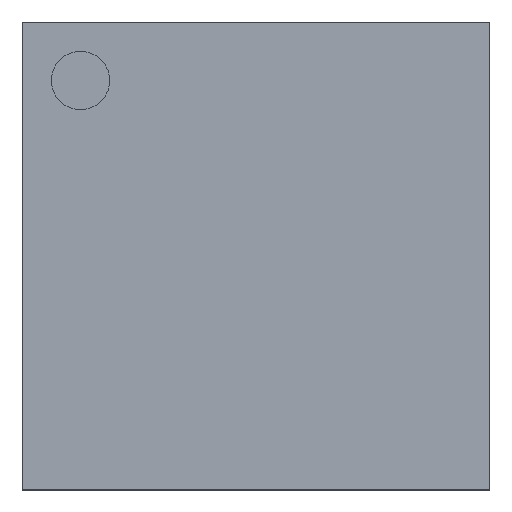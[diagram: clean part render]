
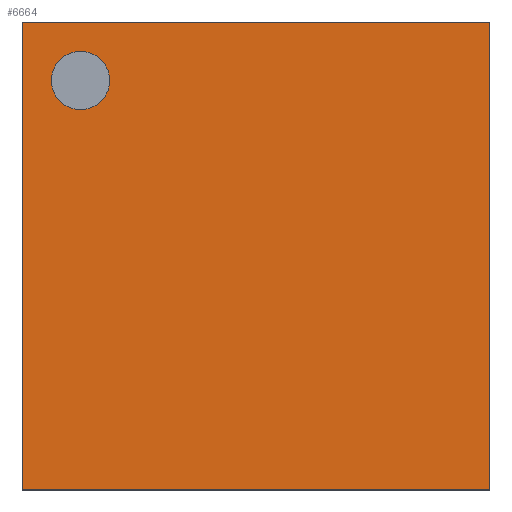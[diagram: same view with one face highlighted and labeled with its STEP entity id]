
A CAD part, top view. The second image highlights one B-rep face of the part: STEP entity #6664.
In plain terms, the highlighted planar face has unit normal (0, 0, 1).
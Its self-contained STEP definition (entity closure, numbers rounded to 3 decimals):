
#6475 = VERTEX_POINT('',#6476);
#6476 = CARTESIAN_POINT('',(-4.5,-4.5,0.98));
#6483 = PLANE('',#6484);
#6484 = AXIS2_PLACEMENT_3D('',#6485,#6486,#6487);
#6485 = CARTESIAN_POINT('',(-4.5,-4.5,0.34));
#6486 = DIRECTION('',(1.,0.,0.));
#6487 = DIRECTION('',(0.,0.,1.));
#6495 = PLANE('',#6496);
#6496 = AXIS2_PLACEMENT_3D('',#6497,#6498,#6499);
#6497 = CARTESIAN_POINT('',(-4.5,-4.5,0.34));
#6498 = DIRECTION('',(0.,1.,0.));
#6499 = DIRECTION('',(0.,0.,1.));
#6536 = VERTEX_POINT('',#6537);
#6537 = CARTESIAN_POINT('',(-4.5,4.5,0.98));
#6551 = PLANE('',#6552);
#6552 = AXIS2_PLACEMENT_3D('',#6553,#6554,#6555);
#6553 = CARTESIAN_POINT('',(-4.5,4.5,0.34));
#6554 = DIRECTION('',(0.,1.,0.));
#6555 = DIRECTION('',(0.,0.,1.));
#6563 = EDGE_CURVE('',#6475,#6536,#6564,.T.);
#6564 = SURFACE_CURVE('',#6565,(#6569,#6576),.PCURVE_S1.);
#6565 = LINE('',#6566,#6567);
#6566 = CARTESIAN_POINT('',(-4.5,-4.5,0.98));
#6567 = VECTOR('',#6568,1.);
#6568 = DIRECTION('',(0.,1.,0.));
#6569 = PCURVE('',#6483,#6570);
#6570 = DEFINITIONAL_REPRESENTATION('',(#6571),#6575);
#6571 = LINE('',#6572,#6573);
#6572 = CARTESIAN_POINT('',(0.64,0.));
#6573 = VECTOR('',#6574,1.);
#6574 = DIRECTION('',(0.,-1.));
#6575 = ( GEOMETRIC_REPRESENTATION_CONTEXT(2) 
PARAMETRIC_REPRESENTATION_CONTEXT() REPRESENTATION_CONTEXT('2D SPACE',''
  ) );
#6576 = PCURVE('',#6577,#6582);
#6577 = PLANE('',#6578);
#6578 = AXIS2_PLACEMENT_3D('',#6579,#6580,#6581);
#6579 = CARTESIAN_POINT('',(-4.5,-4.5,0.98));
#6580 = DIRECTION('',(0.,0.,1.));
#6581 = DIRECTION('',(1.,0.,0.));
#6582 = DEFINITIONAL_REPRESENTATION('',(#6583),#6587);
#6583 = LINE('',#6584,#6585);
#6584 = CARTESIAN_POINT('',(0.,0.));
#6585 = VECTOR('',#6586,1.);
#6586 = DIRECTION('',(0.,1.));
#6587 = ( GEOMETRIC_REPRESENTATION_CONTEXT(2) 
PARAMETRIC_REPRESENTATION_CONTEXT() REPRESENTATION_CONTEXT('2D SPACE',''
  ) );
#6616 = EDGE_CURVE('',#6475,#6617,#6619,.T.);
#6617 = VERTEX_POINT('',#6618);
#6618 = CARTESIAN_POINT('',(4.5,-4.5,0.98));
#6619 = SURFACE_CURVE('',#6620,(#6624,#6631),.PCURVE_S1.);
#6620 = LINE('',#6621,#6622);
#6621 = CARTESIAN_POINT('',(-4.5,-4.5,0.98));
#6622 = VECTOR('',#6623,1.);
#6623 = DIRECTION('',(1.,0.,0.));
#6624 = PCURVE('',#6495,#6625);
#6625 = DEFINITIONAL_REPRESENTATION('',(#6626),#6630);
#6626 = LINE('',#6627,#6628);
#6627 = CARTESIAN_POINT('',(0.64,0.));
#6628 = VECTOR('',#6629,1.);
#6629 = DIRECTION('',(0.,1.));
#6630 = ( GEOMETRIC_REPRESENTATION_CONTEXT(2) 
PARAMETRIC_REPRESENTATION_CONTEXT() REPRESENTATION_CONTEXT('2D SPACE',''
  ) );
#6631 = PCURVE('',#6577,#6632);
#6632 = DEFINITIONAL_REPRESENTATION('',(#6633),#6637);
#6633 = LINE('',#6634,#6635);
#6634 = CARTESIAN_POINT('',(0.,0.));
#6635 = VECTOR('',#6636,1.);
#6636 = DIRECTION('',(1.,0.));
#6637 = ( GEOMETRIC_REPRESENTATION_CONTEXT(2) 
PARAMETRIC_REPRESENTATION_CONTEXT() REPRESENTATION_CONTEXT('2D SPACE',''
  ) );
#6653 = PLANE('',#6654);
#6654 = AXIS2_PLACEMENT_3D('',#6655,#6656,#6657);
#6655 = CARTESIAN_POINT('',(4.5,-4.5,0.34));
#6656 = DIRECTION('',(1.,0.,0.));
#6657 = DIRECTION('',(0.,0.,1.));
#6664 = ADVANCED_FACE('',(#6665,#6713),#6577,.T.);
#6665 = FACE_BOUND('',#6666,.T.);
#6666 = EDGE_LOOP('',(#6667,#6668,#6669,#6692));
#6667 = ORIENTED_EDGE('',*,*,#6563,.F.);
#6668 = ORIENTED_EDGE('',*,*,#6616,.T.);
#6669 = ORIENTED_EDGE('',*,*,#6670,.T.);
#6670 = EDGE_CURVE('',#6617,#6671,#6673,.T.);
#6671 = VERTEX_POINT('',#6672);
#6672 = CARTESIAN_POINT('',(4.5,4.5,0.98));
#6673 = SURFACE_CURVE('',#6674,(#6678,#6685),.PCURVE_S1.);
#6674 = LINE('',#6675,#6676);
#6675 = CARTESIAN_POINT('',(4.5,-4.5,0.98));
#6676 = VECTOR('',#6677,1.);
#6677 = DIRECTION('',(0.,1.,0.));
#6678 = PCURVE('',#6577,#6679);
#6679 = DEFINITIONAL_REPRESENTATION('',(#6680),#6684);
#6680 = LINE('',#6681,#6682);
#6681 = CARTESIAN_POINT('',(9.,0.));
#6682 = VECTOR('',#6683,1.);
#6683 = DIRECTION('',(0.,1.));
#6684 = ( GEOMETRIC_REPRESENTATION_CONTEXT(2) 
PARAMETRIC_REPRESENTATION_CONTEXT() REPRESENTATION_CONTEXT('2D SPACE',''
  ) );
#6685 = PCURVE('',#6653,#6686);
#6686 = DEFINITIONAL_REPRESENTATION('',(#6687),#6691);
#6687 = LINE('',#6688,#6689);
#6688 = CARTESIAN_POINT('',(0.64,0.));
#6689 = VECTOR('',#6690,1.);
#6690 = DIRECTION('',(0.,-1.));
#6691 = ( GEOMETRIC_REPRESENTATION_CONTEXT(2) 
PARAMETRIC_REPRESENTATION_CONTEXT() REPRESENTATION_CONTEXT('2D SPACE',''
  ) );
#6692 = ORIENTED_EDGE('',*,*,#6693,.F.);
#6693 = EDGE_CURVE('',#6536,#6671,#6694,.T.);
#6694 = SURFACE_CURVE('',#6695,(#6699,#6706),.PCURVE_S1.);
#6695 = LINE('',#6696,#6697);
#6696 = CARTESIAN_POINT('',(-4.5,4.5,0.98));
#6697 = VECTOR('',#6698,1.);
#6698 = DIRECTION('',(1.,0.,0.));
#6699 = PCURVE('',#6577,#6700);
#6700 = DEFINITIONAL_REPRESENTATION('',(#6701),#6705);
#6701 = LINE('',#6702,#6703);
#6702 = CARTESIAN_POINT('',(0.,9.));
#6703 = VECTOR('',#6704,1.);
#6704 = DIRECTION('',(1.,0.));
#6705 = ( GEOMETRIC_REPRESENTATION_CONTEXT(2) 
PARAMETRIC_REPRESENTATION_CONTEXT() REPRESENTATION_CONTEXT('2D SPACE',''
  ) );
#6706 = PCURVE('',#6551,#6707);
#6707 = DEFINITIONAL_REPRESENTATION('',(#6708),#6712);
#6708 = LINE('',#6709,#6710);
#6709 = CARTESIAN_POINT('',(0.64,0.));
#6710 = VECTOR('',#6711,1.);
#6711 = DIRECTION('',(0.,1.));
#6712 = ( GEOMETRIC_REPRESENTATION_CONTEXT(2) 
PARAMETRIC_REPRESENTATION_CONTEXT() REPRESENTATION_CONTEXT('2D SPACE',''
  ) );
#6713 = FACE_BOUND('',#6714,.T.);
#6714 = EDGE_LOOP('',(#6715));
#6715 = ORIENTED_EDGE('',*,*,#6716,.F.);
#6716 = EDGE_CURVE('',#6717,#6717,#6719,.T.);
#6717 = VERTEX_POINT('',#6718);
#6718 = CARTESIAN_POINT('',(-2.813,3.375,0.98));
#6719 = SURFACE_CURVE('',#6720,(#6725,#6732),.PCURVE_S1.);
#6720 = CIRCLE('',#6721,0.563);
#6721 = AXIS2_PLACEMENT_3D('',#6722,#6723,#6724);
#6722 = CARTESIAN_POINT('',(-3.375,3.375,0.98));
#6723 = DIRECTION('',(0.,0.,1.));
#6724 = DIRECTION('',(1.,0.,0.));
#6725 = PCURVE('',#6577,#6726);
#6726 = DEFINITIONAL_REPRESENTATION('',(#6727),#6731);
#6727 = CIRCLE('',#6728,0.563);
#6728 = AXIS2_PLACEMENT_2D('',#6729,#6730);
#6729 = CARTESIAN_POINT('',(1.125,7.875));
#6730 = DIRECTION('',(1.,0.));
#6731 = ( GEOMETRIC_REPRESENTATION_CONTEXT(2) 
PARAMETRIC_REPRESENTATION_CONTEXT() REPRESENTATION_CONTEXT('2D SPACE',''
  ) );
#6732 = PCURVE('',#6733,#6738);
#6733 = CYLINDRICAL_SURFACE('',#6734,0.563);
#6734 = AXIS2_PLACEMENT_3D('',#6735,#6736,#6737);
#6735 = CARTESIAN_POINT('',(-3.375,3.375,0.882));
#6736 = DIRECTION('',(0.,0.,1.));
#6737 = DIRECTION('',(1.,0.,0.));
#6738 = DEFINITIONAL_REPRESENTATION('',(#6739),#6743);
#6739 = LINE('',#6740,#6741);
#6740 = CARTESIAN_POINT('',(0.,0.098));
#6741 = VECTOR('',#6742,1.);
#6742 = DIRECTION('',(1.,0.));
#6743 = ( GEOMETRIC_REPRESENTATION_CONTEXT(2) 
PARAMETRIC_REPRESENTATION_CONTEXT() REPRESENTATION_CONTEXT('2D SPACE',''
  ) );
